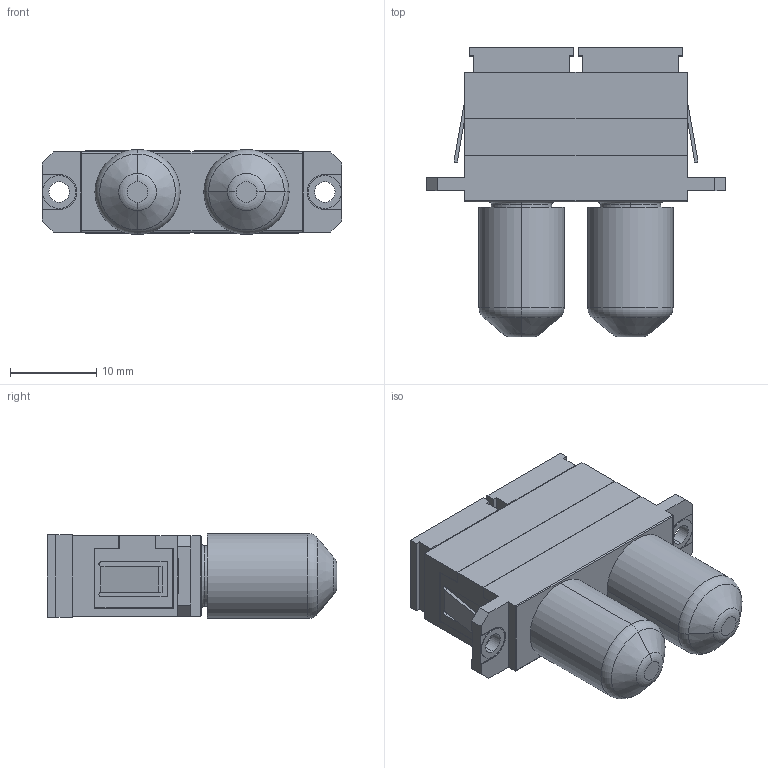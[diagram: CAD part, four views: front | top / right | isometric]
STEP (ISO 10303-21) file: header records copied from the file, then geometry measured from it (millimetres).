
FILE_DESCRIPTION (( 'STEP AP203' ), '1' );
FILE_NAME ('FOA-006MA.STEP', '2006-06-30T19:16:28', ( ' ' ), ( ' ' ), 'SwSTEP 2.0', 'SolidWorks 2005354', '' );
FILE_SCHEMA (( 'CONFIG_CONTROL_DESIGN' ));
Length unit declared in the file: inch
Products named in the file (4): FOA-006MA; 3AB09-002; 3AB09-001
Assembly tree (5 placements, depth 2):
  FOA-006MA
    3AB09-001  x2
    FOA-006MA
    3AB09-002  x2
Bounding box: 34.67 x 33.53 x 9.86 mm (x, y, z)
Volume: 3774.9 mm3; surface area: 7281.8 mm2
Topology: 5 solids, 5 shells, 391 faces, 1002 edges, 638 vertices
Faces by surface type: plane 225, cylinder 110, torus 36, cone 12, bspline 8
Entity records: 16570 total; most frequent: CARTESIAN_POINT 8916, ORIENTED_EDGE 1516, DIRECTION 1468, EDGE_CURVE 758, VECTOR 528, LINE 528, VERTEX_POINT 486, AXIS2_PLACEMENT_3D 470
